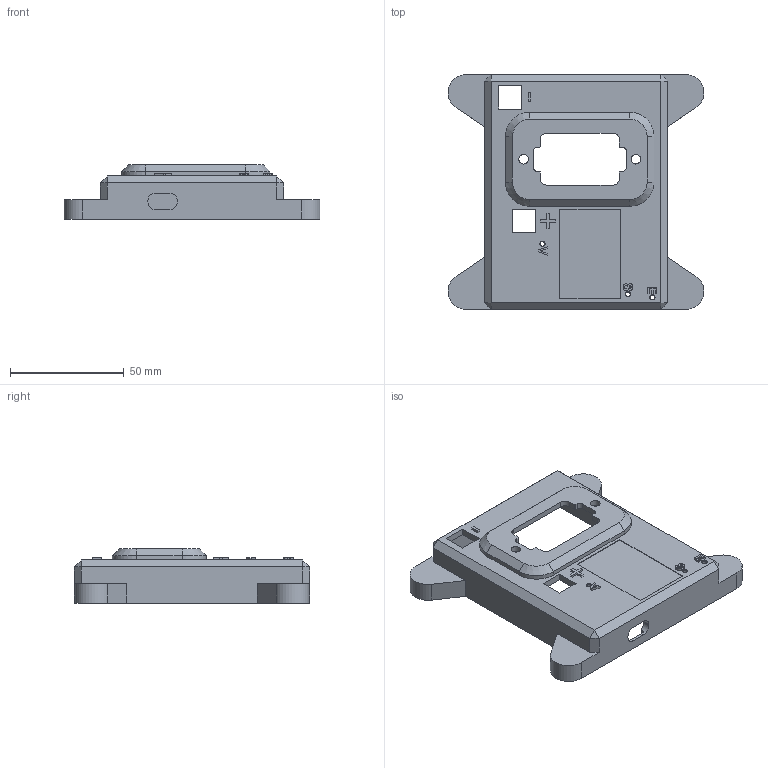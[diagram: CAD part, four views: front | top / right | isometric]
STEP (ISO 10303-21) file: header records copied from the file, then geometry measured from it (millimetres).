
FILE_DESCRIPTION(/* description */ (''),/* implementation_level */ '2;1');
FILE_NAME(/* name */ 'Case.step',/* time_stamp */ '2024-02-04T00:51:05-05:00',/* author */ (''),/* organization */ (''),/* preprocessor_version */ 'ST-DEVELOPER v20',/* originating_system */ 'Autodesk Translation Framework v12.14.0.127',/* authorisation */ '');
FILE_SCHEMA (('AUTOMOTIVE_DESIGN { 1 0 10303 214 3 1 1 }'));
Length unit declared in the file: millimetre
Products named in the file (1): Cover
Bounding box: 112.38 x 103.25 x 23.86 mm (x, y, z)
Volume: 46237.4 mm3; surface area: 31251 mm2
Topology: 1 solids, 1 shells, 187 faces, 508 edges, 331 vertices
Faces by surface type: plane 119, cylinder 33, bspline 28, cone 7
Full cylindrical faces by diameter (mm): 2 x3, 4.2 x2
Entity records: 6169 total; most frequent: CARTESIAN_POINT 1503, ORIENTED_EDGE 1016, DIRECTION 847, EDGE_CURVE 508, LINE 377, VECTOR 377, VERTEX_POINT 331, AXIS2_PLACEMENT_3D 235
